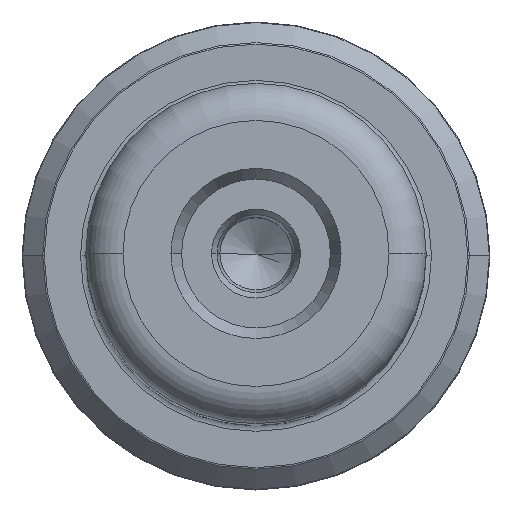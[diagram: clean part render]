
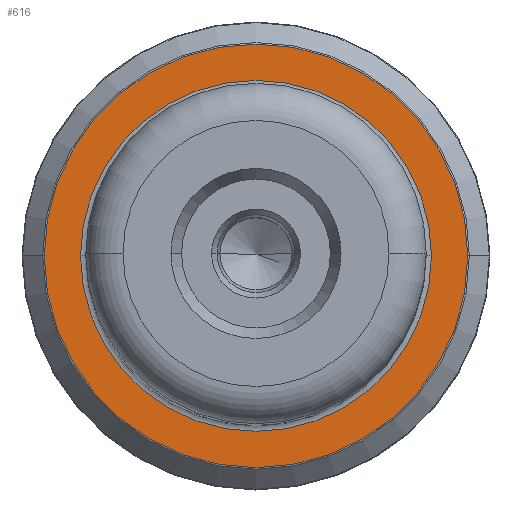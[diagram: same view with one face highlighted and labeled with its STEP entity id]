
A CAD part, top view. The second image highlights one B-rep face of the part: STEP entity #616.
In plain terms, the highlighted planar face has unit normal (0, 0, 1).
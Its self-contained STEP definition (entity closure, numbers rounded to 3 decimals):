
#20 = EDGE_LOOP ( 'NONE', ( #2333, #2159 ) ) ;
#121 = CARTESIAN_POINT ( 'NONE',  ( 0., 0., 33. ) ) ;
#142 = CARTESIAN_POINT ( 'NONE',  ( -19.917, 0., 33. ) ) ;
#164 = DIRECTION ( 'NONE',  ( 0., 0., 1. ) ) ;
#421 = PLANE ( 'NONE',  #984 ) ;
#519 = CARTESIAN_POINT ( 'NONE',  ( -16.5, 0., 33. ) ) ;
#526 = EDGE_CURVE ( 'NONE', #3603, #1318, #2151, .T. ) ;
#599 = ORIENTED_EDGE ( 'NONE', *, *, #1356, .T. ) ;
#616 = ADVANCED_FACE ( 'NONE', ( #1616, #2244 ), #421, .T. ) ;
#721 = ORIENTED_EDGE ( 'NONE', *, *, #1742, .T. ) ;
#726 = DIRECTION ( 'NONE',  ( 1., 0., 0. ) ) ;
#878 = CIRCLE ( 'NONE', #1668, 19.917 ) ;
#901 = CARTESIAN_POINT ( 'NONE',  ( 16.5, 0., 33. ) ) ;
#984 = AXIS2_PLACEMENT_3D ( 'NONE', #1946, #1635, #726 ) ;
#1122 = CARTESIAN_POINT ( 'NONE',  ( 0., 0., 33. ) ) ;
#1318 = VERTEX_POINT ( 'NONE', #1866 ) ;
#1356 = EDGE_CURVE ( 'NONE', #3109, #2480, #2769, .T. ) ;
#1391 = DIRECTION ( 'NONE',  ( -1., 0., 0. ) ) ;
#1478 = DIRECTION ( 'NONE',  ( -1., 0., 0. ) ) ;
#1616 = FACE_BOUND ( 'NONE', #2994, .T. ) ;
#1635 = DIRECTION ( 'NONE',  ( 0., 0., 1. ) ) ;
#1668 = AXIS2_PLACEMENT_3D ( 'NONE', #1122, #3371, #1835 ) ;
#1742 = EDGE_CURVE ( 'NONE', #2480, #3109, #3020, .T. ) ;
#1767 = DIRECTION ( 'NONE',  ( 0., 0., -1. ) ) ;
#1835 = DIRECTION ( 'NONE',  ( 1., 0., 0. ) ) ;
#1866 = CARTESIAN_POINT ( 'NONE',  ( 19.917, 0., 33. ) ) ;
#1946 = CARTESIAN_POINT ( 'NONE',  ( 0., 0., 33. ) ) ;
#2013 = DIRECTION ( 'NONE',  ( 1., 0., 0. ) ) ;
#2151 = CIRCLE ( 'NONE', #3124, 19.917 ) ;
#2159 = ORIENTED_EDGE ( 'NONE', *, *, #526, .T. ) ;
#2244 = FACE_OUTER_BOUND ( 'NONE', #20, .T. ) ;
#2326 = CARTESIAN_POINT ( 'NONE',  ( 0., 0., 33. ) ) ;
#2333 = ORIENTED_EDGE ( 'NONE', *, *, #3108, .T. ) ;
#2480 = VERTEX_POINT ( 'NONE', #901 ) ;
#2664 = DIRECTION ( 'NONE',  ( 0., 0., -1. ) ) ;
#2769 = CIRCLE ( 'NONE', #2892, 16.5 ) ;
#2892 = AXIS2_PLACEMENT_3D ( 'NONE', #3865, #2664, #1478 ) ;
#2994 = EDGE_LOOP ( 'NONE', ( #599, #721 ) ) ;
#3020 = CIRCLE ( 'NONE', #3930, 16.5 ) ;
#3108 = EDGE_CURVE ( 'NONE', #1318, #3603, #878, .T. ) ;
#3109 = VERTEX_POINT ( 'NONE', #519 ) ;
#3124 = AXIS2_PLACEMENT_3D ( 'NONE', #121, #164, #2013 ) ;
#3371 = DIRECTION ( 'NONE',  ( 0., 0., 1. ) ) ;
#3603 = VERTEX_POINT ( 'NONE', #142 ) ;
#3865 = CARTESIAN_POINT ( 'NONE',  ( 0., 0., 33. ) ) ;
#3930 = AXIS2_PLACEMENT_3D ( 'NONE', #2326, #1767, #1391 ) ;
